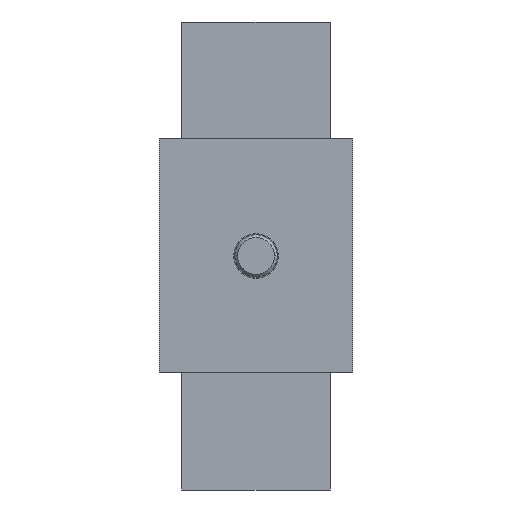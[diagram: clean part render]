
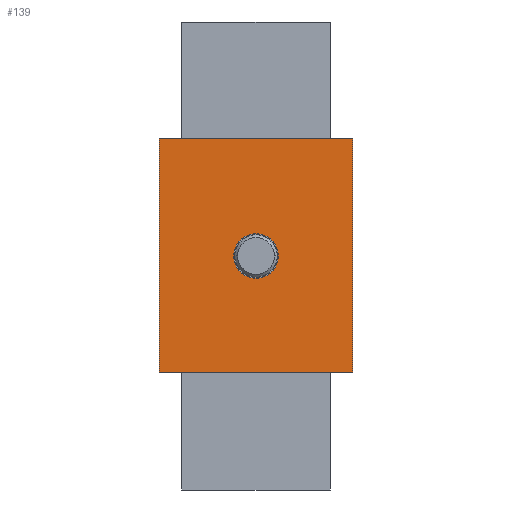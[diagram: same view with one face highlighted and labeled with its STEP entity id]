
A CAD part, front view. The second image highlights one B-rep face of the part: STEP entity #139.
In plain terms, the highlighted planar face has unit normal (0, -1, 0).
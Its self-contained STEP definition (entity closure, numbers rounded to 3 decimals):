
#139=ADVANCED_FACE('',(#286,#287),#288,.F.);
#286=FACE_BOUND('',#453,.T.);
#287=FACE_OUTER_BOUND('',#454,.T.);
#288=PLANE('',#455);
#453=EDGE_LOOP('',(#748,#749));
#454=EDGE_LOOP('',(#750,#751,#752,#753));
#455=AXIS2_PLACEMENT_3D('',#754,#755,#756);
#748=ORIENTED_EDGE('',*,*,#1014,.T.);
#749=ORIENTED_EDGE('',*,*,#1012,.T.);
#750=ORIENTED_EDGE('',*,*,#1031,.T.);
#751=ORIENTED_EDGE('',*,*,#1027,.F.);
#752=ORIENTED_EDGE('',*,*,#1032,.F.);
#753=ORIENTED_EDGE('',*,*,#1024,.F.);
#754=CARTESIAN_POINT('',(0.0,-17.5,0.0));
#755=DIRECTION('',(0.0,1.0,0.0));
#756=DIRECTION('',(0.0,0.0,1.0));
#1012=EDGE_CURVE('',#1206,#1210,#1212,.T.);
#1014=EDGE_CURVE('',#1210,#1206,#1214,.T.);
#1024=EDGE_CURVE('',#1226,#1221,#1228,.T.);
#1027=EDGE_CURVE('',#1231,#1233,#1234,.T.);
#1031=EDGE_CURVE('',#1226,#1233,#1239,.T.);
#1032=EDGE_CURVE('',#1221,#1231,#1240,.T.);
#1206=VERTEX_POINT('',#1481);
#1210=VERTEX_POINT('',#1486);
#1212=CIRCLE('',#1489,2.1);
#1214=CIRCLE('',#1491,2.1);
#1221=VERTEX_POINT('',#1498);
#1226=VERTEX_POINT('',#1505);
#1228=LINE('',#1508,#1509);
#1231=VERTEX_POINT('',#1512);
#1233=VERTEX_POINT('',#1515);
#1234=LINE('',#1516,#1517);
#1239=LINE('',#1524,#1525);
#1240=LINE('',#1526,#1527);
#1481=CARTESIAN_POINT('',(2.1,-17.5,0.));
#1486=CARTESIAN_POINT('',(-2.1,-17.5,0.));
#1489=AXIS2_PLACEMENT_3D('',#1726,#1727,#1728);
#1491=AXIS2_PLACEMENT_3D('',#1729,#1730,#1731);
#1498=CARTESIAN_POINT('',(9.1,-17.5,11.0));
#1505=CARTESIAN_POINT('',(-9.1,-17.5,11.0));
#1508=CARTESIAN_POINT('',(0.0,-17.5,11.0));
#1509=VECTOR('',#1744,1.0);
#1512=CARTESIAN_POINT('',(9.1,-17.5,-11.0));
#1515=CARTESIAN_POINT('',(-9.1,-17.5,-11.0));
#1516=CARTESIAN_POINT('',(0.0,-17.5,-11.0));
#1517=VECTOR('',#1746,1.0);
#1524=CARTESIAN_POINT('',(-9.1,-17.5,0.0));
#1525=VECTOR('',#1749,1.0);
#1526=CARTESIAN_POINT('',(9.1,-17.5,0.0));
#1527=VECTOR('',#1750,1.0);
#1726=CARTESIAN_POINT('',(0.0,-17.5,0.0));
#1727=DIRECTION('',(-0.0,1.0,0.0));
#1728=DIRECTION('',(1.0,0.0,0.0));
#1729=CARTESIAN_POINT('',(0.0,-17.5,0.0));
#1730=DIRECTION('',(-0.0,1.0,0.0));
#1731=DIRECTION('',(1.0,0.0,0.0));
#1744=DIRECTION('',(1.0,0.0,0.0));
#1746=DIRECTION('',(-1.0,0.0,0.0));
#1749=DIRECTION('',(0.0,0.0,-1.0));
#1750=DIRECTION('',(0.0,0.0,-1.0));
